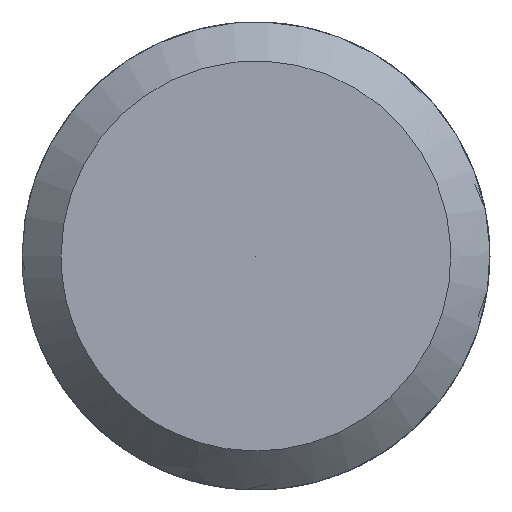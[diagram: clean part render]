
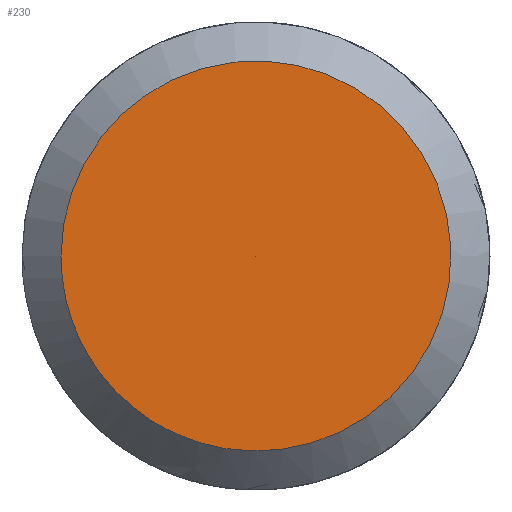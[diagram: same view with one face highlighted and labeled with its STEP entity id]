
A CAD part, left-side view. The second image highlights one B-rep face of the part: STEP entity #230.
In plain terms, the highlighted free-form (B-spline) face has degree [5, 1] with [6, 2] control points.
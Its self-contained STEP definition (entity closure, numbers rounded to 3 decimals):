
#158 = CARTESIAN_POINT ('', (-38., 1.25, 0.));
#159 = VERTEX_POINT ('', #158);
#167 = CARTESIAN_POINT ('', (-38., 1.25, 0.));
#168 = CARTESIAN_POINT ('', (-38., 1.25, 5.));
#169 = CARTESIAN_POINT ('', (-38., -3.75, 2.5));
#170 = CARTESIAN_POINT ('', (-38., -3.75, -2.5));
#171 = CARTESIAN_POINT ('', (-38., 1.25, -5.));
#172 = CARTESIAN_POINT ('', (-38., 1.25, 0.));
#173 = (
   BOUNDED_CURVE ()
   B_SPLINE_CURVE (5, (#167, #168, #169, #170, #171, #172), .UNSPECIFIED., .T., .U.)
   B_SPLINE_CURVE_WITH_KNOTS ((6, 6), (0., 1.), .UNSPECIFIED.)
   CURVE ()
   GEOMETRIC_REPRESENTATION_ITEM ()
   RATIONAL_B_SPLINE_CURVE ((5., 1., 1., 1., 1., 5.))
   REPRESENTATION_ITEM ('')
);
#174 = EDGE_CURVE ('', #159, #159, #173, .T.);
#206 = CARTESIAN_POINT ('', (-38., 0., 0.));
#207 = VERTEX_POINT ('', #206);
#208 = CARTESIAN_POINT ('', (-38., 0., 0.));
#209 = CARTESIAN_POINT ('', (-38., 1.25, 0.));
#210 = B_SPLINE_CURVE_WITH_KNOTS ('', 1, (#208, #209), .UNSPECIFIED., .F., .U., (2, 2), (0., 1.), .UNSPECIFIED.);
#211 = EDGE_CURVE ('', #207, #159, #210, .T.);
#212 = ORIENTED_EDGE ('', *, *, #211, .F.);
#213 = ORIENTED_EDGE ('', *, *, #211, .T.);
#214 = ORIENTED_EDGE ('', *, *, #174, .F.);
#215 = EDGE_LOOP ('', (#212, #213, #214));
#216 = FACE_OUTER_BOUND ('', #215, .T.);
#217 = CARTESIAN_POINT ('', (-38., 0., 0.));
#218 = CARTESIAN_POINT ('', (-38., 1.25, 0.));
#219 = CARTESIAN_POINT ('', (-38., 0., 0.));
#220 = CARTESIAN_POINT ('', (-38., 1.25, 5.));
#221 = CARTESIAN_POINT ('', (-38., 0., 0.));
#222 = CARTESIAN_POINT ('', (-38., -3.75, 2.5));
#223 = CARTESIAN_POINT ('', (-38., 0., 0.));
#224 = CARTESIAN_POINT ('', (-38., -3.75, -2.5));
#225 = CARTESIAN_POINT ('', (-38., 0., 0.));
#226 = CARTESIAN_POINT ('', (-38., 1.25, -5.));
#227 = CARTESIAN_POINT ('', (-38., 0., 0.));
#228 = CARTESIAN_POINT ('', (-38., 1.25, 0.));
#229 = (
   BOUNDED_SURFACE ()
   B_SPLINE_SURFACE (5, 1, ((#217, #218), (#219, #220), (#221, #222), (#223, #224), (#225, #226), (#227, #228)), .UNSPECIFIED., .T., .F., .U.)
   B_SPLINE_SURFACE_WITH_KNOTS ((6, 6), (2, 2), (0., 1.), (0., 1.), .UNSPECIFIED.)
   SURFACE ()
   GEOMETRIC_REPRESENTATION_ITEM ()
   RATIONAL_B_SPLINE_SURFACE (((5., 5.), (1., 1.), (1., 1.), (1., 1.), (1., 1.), (5., 5.)))
   REPRESENTATION_ITEM ('')
);
#230 = ADVANCED_FACE ('', (#216), #229, .T.);
